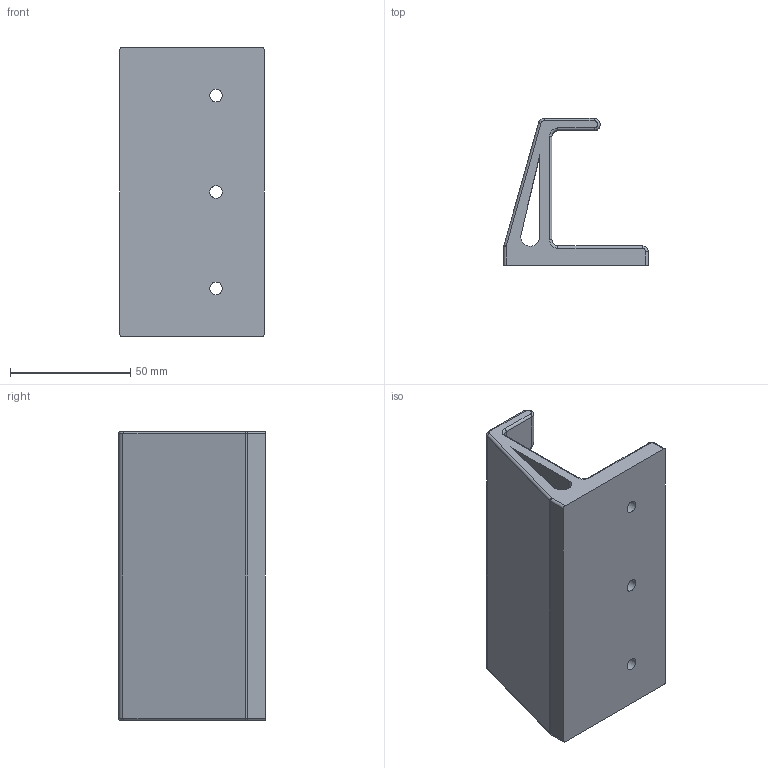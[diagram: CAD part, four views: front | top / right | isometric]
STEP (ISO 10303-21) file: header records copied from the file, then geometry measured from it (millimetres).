
FILE_DESCRIPTION(('Open CASCADE Model'),'2;1');
FILE_NAME('Open CASCADE Shape Model','2025-03-01T19:02:15',('Author'),( 'Open CASCADE'),'Open CASCADE STEP processor 7.7','Open CASCADE 7.7' ,'Unknown');
FILE_SCHEMA(('AUTOMOTIVE_DESIGN { 1 0 10303 214 1 1 1 1 }'));
Length unit declared in the file: millimetre
Products named in the file (1): COMPOUND
Bounding box: 60 x 61 x 120 mm (x, y, z)
Volume: 121377.2 mm3; surface area: 40959 mm2
Topology: 1 solids, 1 shells, 76 faces, 181 edges, 107 vertices
Faces by surface type: cylinder 33, plane 16, torus 14, bspline 10, cone 3
Full cylindrical faces by diameter (mm): 5.2 x3
Entity records: 5671 total; most frequent: CARTESIAN_POINT 2235, DIRECTION 596, ORIENTED_EDGE 362, PCURVE 362, DEFINITIONAL_REPRESENTATION 362, LINE 300, VECTOR 300, EDGE_CURVE 181
